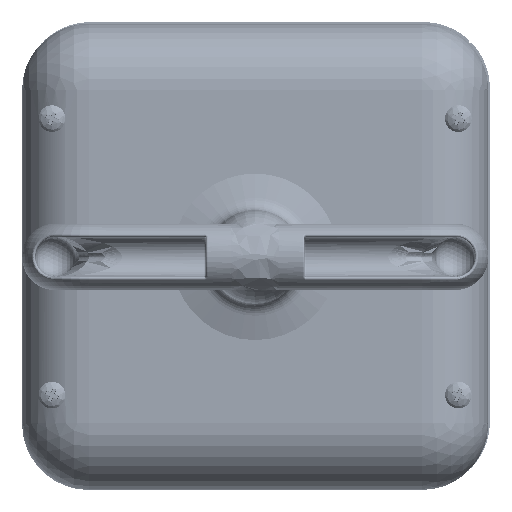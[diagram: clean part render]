
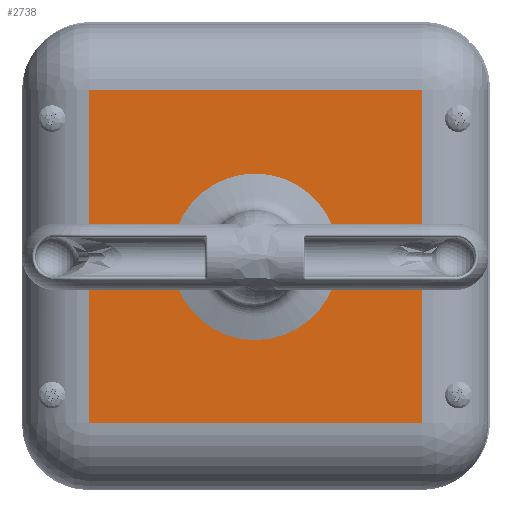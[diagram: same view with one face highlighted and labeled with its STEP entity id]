
A CAD part, front view. The second image highlights one B-rep face of the part: STEP entity #2738.
In plain terms, the highlighted face is planar.
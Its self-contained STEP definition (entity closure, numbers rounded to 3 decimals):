
#104 = VERTEX_POINT ( 'NONE', #24081 ) ;
#352 = VERTEX_POINT ( 'NONE', #18742 ) ;
#395 = CARTESIAN_POINT ( 'NONE',  ( 1.654, -18.677, -20. ) ) ;
#1563 = EDGE_LOOP ( 'NONE', ( #3723, #31908, #34571, #7744, #13234, #37179, #25387, #18727 ) ) ;
#2031 = AXIS2_PLACEMENT_3D ( 'NONE', #14960, #36149, #18027 ) ;
#2124 = VECTOR ( 'NONE', #9524, 1000. ) ;
#2236 = DIRECTION ( 'NONE',  ( 0., -1., 0. ) ) ;
#2274 = CARTESIAN_POINT ( 'NONE',  ( 0., 0., -20. ) ) ;
#2547 = ORIENTED_EDGE ( 'NONE', *, *, #30996, .T. ) ;
#2738 = ADVANCED_FACE ( 'NONE', ( #35559, #28511 ), #19558, .F. ) ;
#2944 = CARTESIAN_POINT ( 'NONE',  ( 19.25, 0., -20. ) ) ;
#3293 = EDGE_CURVE ( 'NONE', #11907, #10153, #16089, .T. ) ;
#3723 = ORIENTED_EDGE ( 'NONE', *, *, #7704, .F. ) ;
#4175 = DIRECTION ( 'NONE',  ( 0., 0., -1. ) ) ;
#4572 = AXIS2_PLACEMENT_3D ( 'NONE', #22432, #4175, #25509 ) ;
#4955 = CARTESIAN_POINT ( 'NONE',  ( 50., 50., -20. ) ) ;
#4976 = LINE ( 'NONE', #10774, #13101 ) ;
#5217 = CARTESIAN_POINT ( 'NONE',  ( -18.677, 1.654, -20. ) ) ;
#5245 = CARTESIAN_POINT ( 'NONE',  ( 1.654, 18.677, -20. ) ) ;
#5288 = DIRECTION ( 'NONE',  ( -1., 0., 0. ) ) ;
#5302 = ORIENTED_EDGE ( 'NONE', *, *, #31701, .T. ) ;
#5849 = ORIENTED_EDGE ( 'NONE', *, *, #32199, .T. ) ;
#5962 = DIRECTION ( 'NONE',  ( -1., 0., 0. ) ) ;
#6359 = CIRCLE ( 'NONE', #12914, 1.75 ) ;
#6411 = CARTESIAN_POINT ( 'NONE',  ( 18.677, 1.654, -20. ) ) ;
#6432 = DIRECTION ( 'NONE',  ( 1., 0., 0. ) ) ;
#7058 = CARTESIAN_POINT ( 'NONE',  ( -18.677, -1.654, -20. ) ) ;
#7610 = EDGE_CURVE ( 'NONE', #352, #16641, #14898, .T. ) ;
#7704 = EDGE_CURVE ( 'NONE', #25289, #34417, #28210, .T. ) ;
#7744 = ORIENTED_EDGE ( 'NONE', *, *, #25050, .F. ) ;
#8883 = VECTOR ( 'NONE', #29142, 1000. ) ;
#9508 = CARTESIAN_POINT ( 'NONE',  ( 0., 0., -20. ) ) ;
#9524 = DIRECTION ( 'NONE',  ( -1., 0., 0. ) ) ;
#10152 = DIRECTION ( 'NONE',  ( 0., 0., 1. ) ) ;
#10153 = VERTEX_POINT ( 'NONE', #6411 ) ;
#10774 = CARTESIAN_POINT ( 'NONE',  ( -50., 50., -20. ) ) ;
#10843 = CARTESIAN_POINT ( 'NONE',  ( 50., 50., -20. ) ) ;
#11907 = VERTEX_POINT ( 'NONE', #5245 ) ;
#11968 = VERTEX_POINT ( 'NONE', #29826 ) ;
#11987 = CIRCLE ( 'NONE', #2031, 18.75 ) ;
#12156 = VECTOR ( 'NONE', #2236, 1000. ) ;
#12914 = AXIS2_PLACEMENT_3D ( 'NONE', #2944, #24251, #5962 ) ;
#13101 = VECTOR ( 'NONE', #19987, 1000. ) ;
#13137 = CARTESIAN_POINT ( 'NONE',  ( -19.25, 0., -20. ) ) ;
#13234 = ORIENTED_EDGE ( 'NONE', *, *, #26307, .F. ) ;
#13441 = ORIENTED_EDGE ( 'NONE', *, *, #22955, .T. ) ;
#13884 = VERTEX_POINT ( 'NONE', #15934 ) ;
#14752 = DIRECTION ( 'NONE',  ( -1., 0., 0. ) ) ;
#14898 = CIRCLE ( 'NONE', #27771, 18.75 ) ;
#14928 = EDGE_LOOP ( 'NONE', ( #13441, #2547, #5849, #5302 ) ) ;
#14960 = CARTESIAN_POINT ( 'NONE',  ( 0., 0., -20. ) ) ;
#15934 = CARTESIAN_POINT ( 'NONE',  ( 18.677, -1.654, -20. ) ) ;
#16089 = CIRCLE ( 'NONE', #35811, 18.75 ) ;
#16170 = DIRECTION ( 'NONE',  ( -1., 0., 0. ) ) ;
#16314 = DIRECTION ( 'NONE',  ( 0., 0., -1. ) ) ;
#16573 = DIRECTION ( 'NONE',  ( 0., 0., -1. ) ) ;
#16641 = VERTEX_POINT ( 'NONE', #7058 ) ;
#18027 = DIRECTION ( 'NONE',  ( -1., 0., 0. ) ) ;
#18727 = ORIENTED_EDGE ( 'NONE', *, *, #25089, .F. ) ;
#18742 = CARTESIAN_POINT ( 'NONE',  ( -1.654, -18.677, -20. ) ) ;
#19239 = CARTESIAN_POINT ( 'NONE',  ( -50., 50., -20. ) ) ;
#19307 = LINE ( 'NONE', #38491, #12156 ) ;
#19558 = PLANE ( 'NONE',  #25980 ) ;
#19987 = DIRECTION ( 'NONE',  ( 0., 1., 0. ) ) ;
#20103 = AXIS2_PLACEMENT_3D ( 'NONE', #34432, #16314, #37453 ) ;
#20627 = CIRCLE ( 'NONE', #32182, 1.75 ) ;
#22432 = CARTESIAN_POINT ( 'NONE',  ( 0., 0., -20. ) ) ;
#22955 = EDGE_CURVE ( 'NONE', #27624, #27950, #33031, .T. ) ;
#23570 = DIRECTION ( 'NONE',  ( 0., 0., -1. ) ) ;
#24081 = CARTESIAN_POINT ( 'NONE',  ( -50., -50., -20. ) ) ;
#24128 = EDGE_CURVE ( 'NONE', #10153, #13884, #6359, .T. ) ;
#24251 = DIRECTION ( 'NONE',  ( 0., 0., -1. ) ) ;
#25050 = EDGE_CURVE ( 'NONE', #32175, #352, #37597, .T. ) ;
#25089 = EDGE_CURVE ( 'NONE', #34417, #11907, #20627, .T. ) ;
#25289 = VERTEX_POINT ( 'NONE', #5217 ) ;
#25387 = ORIENTED_EDGE ( 'NONE', *, *, #3293, .F. ) ;
#25509 = DIRECTION ( 'NONE',  ( -1., 0., 0. ) ) ;
#25980 = AXIS2_PLACEMENT_3D ( 'NONE', #19239, #10152, #6432 ) ;
#26307 = EDGE_CURVE ( 'NONE', #13884, #32175, #11987, .T. ) ;
#27624 = VERTEX_POINT ( 'NONE', #36580 ) ;
#27771 = AXIS2_PLACEMENT_3D ( 'NONE', #2274, #23570, #5288 ) ;
#27812 = EDGE_CURVE ( 'NONE', #16641, #25289, #29887, .T. ) ;
#27929 = DIRECTION ( 'NONE',  ( 0., 0., -1. ) ) ;
#27950 = VERTEX_POINT ( 'NONE', #10843 ) ;
#28210 = CIRCLE ( 'NONE', #4572, 18.75 ) ;
#28511 = FACE_OUTER_BOUND ( 'NONE', #14928, .T. ) ;
#29142 = DIRECTION ( 'NONE',  ( 1., 0., 0. ) ) ;
#29826 = CARTESIAN_POINT ( 'NONE',  ( 50., -50., -20. ) ) ;
#29887 = CIRCLE ( 'NONE', #32038, 1.75 ) ;
#30751 = CARTESIAN_POINT ( 'NONE',  ( -50., -50., -20. ) ) ;
#30996 = EDGE_CURVE ( 'NONE', #27950, #11968, #19307, .T. ) ;
#31701 = EDGE_CURVE ( 'NONE', #104, #27624, #4976, .T. ) ;
#31908 = ORIENTED_EDGE ( 'NONE', *, *, #27812, .F. ) ;
#32038 = AXIS2_PLACEMENT_3D ( 'NONE', #13137, #34293, #16170 ) ;
#32175 = VERTEX_POINT ( 'NONE', #395 ) ;
#32182 = AXIS2_PLACEMENT_3D ( 'NONE', #34682, #16573, #37723 ) ;
#32199 = EDGE_CURVE ( 'NONE', #11968, #104, #33394, .T. ) ;
#32392 = CARTESIAN_POINT ( 'NONE',  ( -1.654, 18.677, -20. ) ) ;
#33031 = LINE ( 'NONE', #4955, #8883 ) ;
#33394 = LINE ( 'NONE', #30751, #2124 ) ;
#34293 = DIRECTION ( 'NONE',  ( 0., 0., -1. ) ) ;
#34417 = VERTEX_POINT ( 'NONE', #32392 ) ;
#34432 = CARTESIAN_POINT ( 'NONE',  ( 0., -19.25, -20. ) ) ;
#34571 = ORIENTED_EDGE ( 'NONE', *, *, #7610, .F. ) ;
#34682 = CARTESIAN_POINT ( 'NONE',  ( 0., 19.25, -20. ) ) ;
#35559 = FACE_BOUND ( 'NONE', #1563, .T. ) ;
#35811 = AXIS2_PLACEMENT_3D ( 'NONE', #9508, #27929, #14752 ) ;
#36149 = DIRECTION ( 'NONE',  ( 0., 0., -1. ) ) ;
#36580 = CARTESIAN_POINT ( 'NONE',  ( -50., 50., -20. ) ) ;
#37179 = ORIENTED_EDGE ( 'NONE', *, *, #24128, .F. ) ;
#37453 = DIRECTION ( 'NONE',  ( -1., 0., 0. ) ) ;
#37597 = CIRCLE ( 'NONE', #20103, 1.75 ) ;
#37723 = DIRECTION ( 'NONE',  ( -1., 0., 0. ) ) ;
#38491 = CARTESIAN_POINT ( 'NONE',  ( 50., -50., -20. ) ) ;
